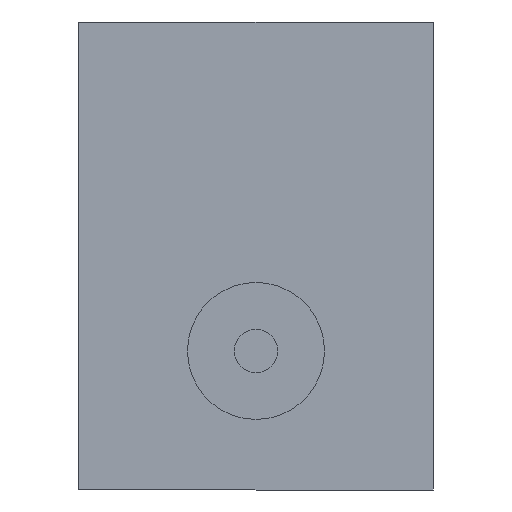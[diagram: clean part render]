
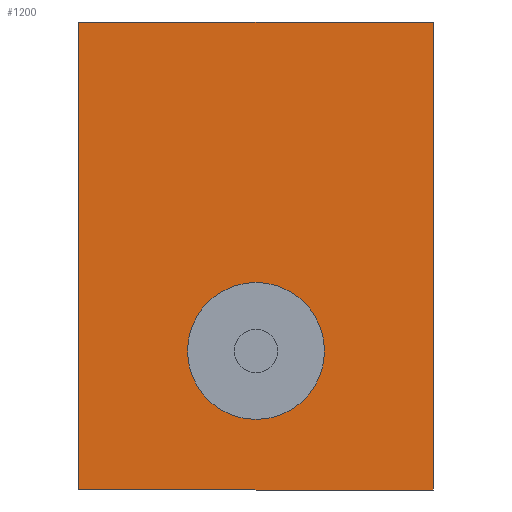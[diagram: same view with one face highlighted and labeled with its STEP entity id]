
A CAD part, front view. The second image highlights one B-rep face of the part: STEP entity #1200.
In plain terms, the highlighted planar face has unit normal (0, -1, 0).
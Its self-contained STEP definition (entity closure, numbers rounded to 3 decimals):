
#1 = EDGE_CURVE ( 'NONE', #1588, #1682, #780, .T. ) ;
#45 = EDGE_LOOP ( 'NONE', ( #946, #1599 ) ) ;
#55 = PLANE ( 'NONE',  #513 ) ;
#120 = CARTESIAN_POINT ( 'NONE',  ( 1.325, 0., 1.75 ) ) ;
#130 = EDGE_CURVE ( 'NONE', #1399, #207, #1344, .T. ) ;
#143 = CARTESIAN_POINT ( 'NONE',  ( 0., 0., -0.71 ) ) ;
#155 = VERTEX_POINT ( 'NONE', #1493 ) ;
#182 = CARTESIAN_POINT ( 'NONE',  ( 0., 0., 0. ) ) ;
#195 = VERTEX_POINT ( 'NONE', #1064 ) ;
#207 = VERTEX_POINT ( 'NONE', #1055 ) ;
#220 = EDGE_CURVE ( 'NONE', #207, #1399, #1144, .T. ) ;
#240 = VECTOR ( 'NONE', #1428, 1000. ) ;
#285 = ORIENTED_EDGE ( 'NONE', *, *, #1513, .T. ) ;
#287 = DIRECTION ( 'NONE',  ( 0., 1., 0. ) ) ;
#295 = DIRECTION ( 'NONE',  ( 0., 0., 1. ) ) ;
#382 = VECTOR ( 'NONE', #448, 1000. ) ;
#397 = EDGE_CURVE ( 'NONE', #155, #195, #1631, .T. ) ;
#412 = AXIS2_PLACEMENT_3D ( 'NONE', #1474, #1335, #295 ) ;
#448 = DIRECTION ( 'NONE',  ( 1., 0., 0. ) ) ;
#513 = AXIS2_PLACEMENT_3D ( 'NONE', #182, #715, #1233 ) ;
#516 = AXIS2_PLACEMENT_3D ( 'NONE', #143, #287, #966 ) ;
#646 = DIRECTION ( 'NONE',  ( -1., 0., 0. ) ) ;
#715 = DIRECTION ( 'NONE',  ( 0., 1., 0. ) ) ;
#746 = ORIENTED_EDGE ( 'NONE', *, *, #1658, .T. ) ;
#756 = CARTESIAN_POINT ( 'NONE',  ( 0., 0., -1.222 ) ) ;
#780 = LINE ( 'NONE', #1300, #1557 ) ;
#808 = LINE ( 'NONE', #1046, #1530 ) ;
#918 = CARTESIAN_POINT ( 'NONE',  ( -1.325, 0., 1.75 ) ) ;
#946 = ORIENTED_EDGE ( 'NONE', *, *, #220, .T. ) ;
#966 = DIRECTION ( 'NONE',  ( 0., 0., 1. ) ) ;
#1046 = CARTESIAN_POINT ( 'NONE',  ( -1.325, 0., 1.75 ) ) ;
#1050 = ORIENTED_EDGE ( 'NONE', *, *, #397, .T. ) ;
#1055 = CARTESIAN_POINT ( 'NONE',  ( 0., 0., -0.197 ) ) ;
#1064 = CARTESIAN_POINT ( 'NONE',  ( 1.325, 0., -1.75 ) ) ;
#1101 = EDGE_LOOP ( 'NONE', ( #1050, #285, #1337, #746 ) ) ;
#1144 = CIRCLE ( 'NONE', #412, 0.512 ) ;
#1181 = FACE_BOUND ( 'NONE', #45, .T. ) ;
#1200 = ADVANCED_FACE ( 'NONE', ( #1367, #1181 ), #55, .F. ) ;
#1233 = DIRECTION ( 'NONE',  ( 0., 0., 1. ) ) ;
#1268 = LINE ( 'NONE', #120, #240 ) ;
#1300 = CARTESIAN_POINT ( 'NONE',  ( 1.325, 0., 1.75 ) ) ;
#1335 = DIRECTION ( 'NONE',  ( 0., 1., 0. ) ) ;
#1337 = ORIENTED_EDGE ( 'NONE', *, *, #1, .T. ) ;
#1344 = CIRCLE ( 'NONE', #516, 0.512 ) ;
#1362 = CARTESIAN_POINT ( 'NONE',  ( 1.325, 0., -1.75 ) ) ;
#1367 = FACE_OUTER_BOUND ( 'NONE', #1101, .T. ) ;
#1399 = VERTEX_POINT ( 'NONE', #756 ) ;
#1404 = CARTESIAN_POINT ( 'NONE',  ( 1.325, 0., 1.75 ) ) ;
#1428 = DIRECTION ( 'NONE',  ( 0., 0., 1. ) ) ;
#1474 = CARTESIAN_POINT ( 'NONE',  ( 0., 0., -0.71 ) ) ;
#1493 = CARTESIAN_POINT ( 'NONE',  ( -1.325, 0., -1.75 ) ) ;
#1513 = EDGE_CURVE ( 'NONE', #195, #1588, #1268, .T. ) ;
#1530 = VECTOR ( 'NONE', #1584, 1000. ) ;
#1557 = VECTOR ( 'NONE', #646, 1000. ) ;
#1584 = DIRECTION ( 'NONE',  ( 0., 0., -1. ) ) ;
#1588 = VERTEX_POINT ( 'NONE', #1404 ) ;
#1599 = ORIENTED_EDGE ( 'NONE', *, *, #130, .T. ) ;
#1631 = LINE ( 'NONE', #1362, #382 ) ;
#1658 = EDGE_CURVE ( 'NONE', #1682, #155, #808, .T. ) ;
#1682 = VERTEX_POINT ( 'NONE', #918 ) ;
